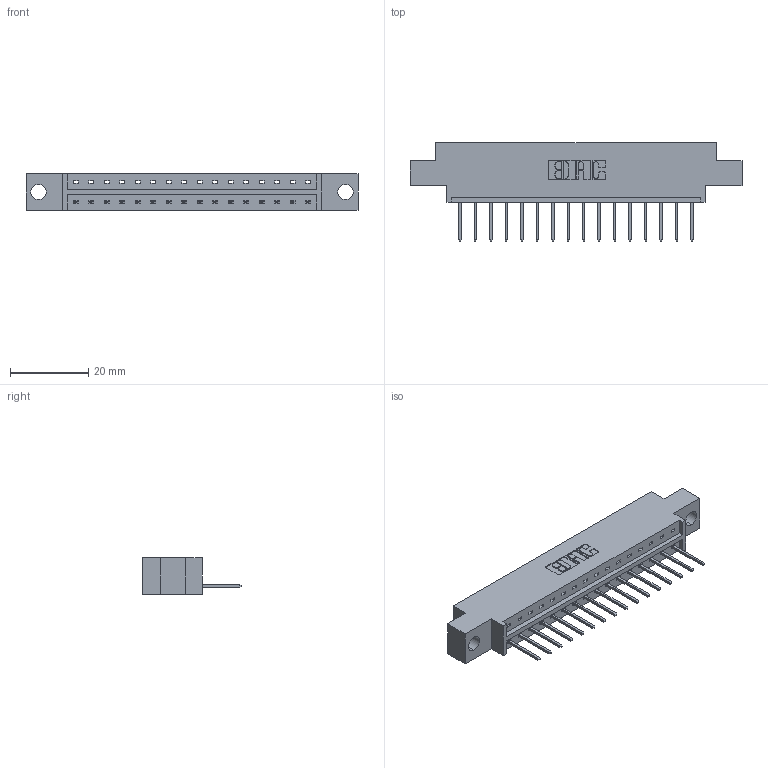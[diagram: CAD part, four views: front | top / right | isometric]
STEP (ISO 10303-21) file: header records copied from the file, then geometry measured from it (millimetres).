
FILE_DESCRIPTION (( 'STEP AP203' ), '1' );
FILE_NAME ('333-016-523-604.STEP', '2018-08-01T11:35:15', ( '' ), ( '' ), 'SwSTEP 2.0', 'SolidWorks 2016', '' );
FILE_SCHEMA (( 'CONFIG_CONTROL_DESIGN' ));
Length unit declared in the file: inch
Products named in the file (3): 333 Part_Offset - .156 Dia - TH; 345-292-001_345-293-123; 333-016-523-604
Assembly tree (17 placements, depth 2):
  333-016-523-604
    333 Part_Offset - .156 Dia - TH
    345-292-001_345-293-123  x16
Bounding box: 84.94 x 25.15 x 9.4 mm (x, y, z)
Volume: 8001.7 mm3; surface area: 8497.2 mm2
Topology: 17 solids, 17 shells, 1046 faces, 3139 edges, 2070 vertices
Faces by surface type: plane 746, cylinder 300
Entity records: 13297 total; most frequent: CARTESIAN_POINT 2306, ORIENTED_EDGE 2258, DIRECTION 1997, EDGE_CURVE 1129, LINE 1001, VECTOR 1001, VERTEX_POINT 750, AXIS2_PLACEMENT_3D 498
